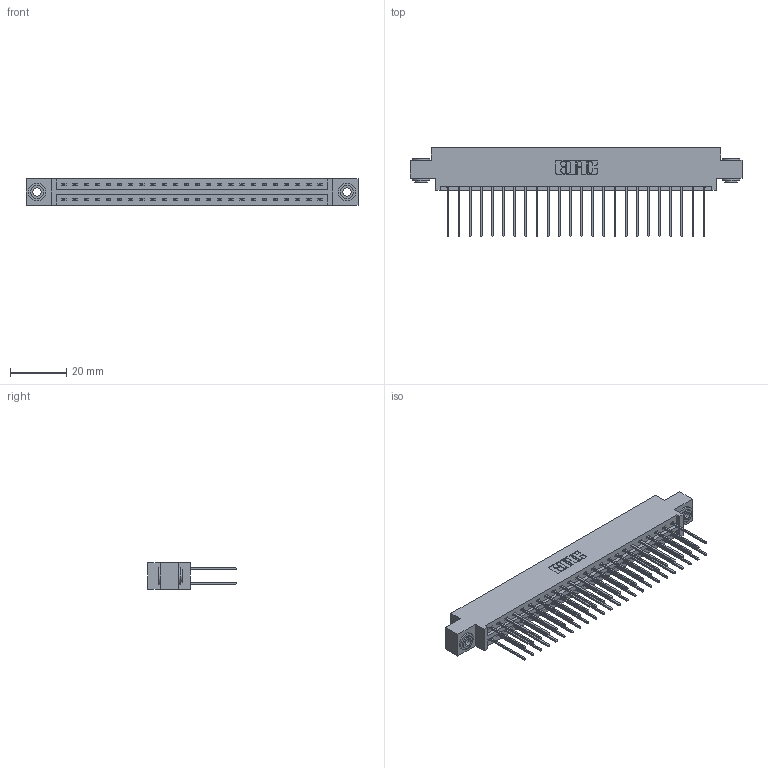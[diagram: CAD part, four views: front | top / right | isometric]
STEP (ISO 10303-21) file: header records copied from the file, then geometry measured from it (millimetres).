
FILE_DESCRIPTION (( 'STEP AP203' ), '1' );
FILE_NAME ('387-048-542-803.STEP', '2019-10-18T10:02:41', ( '' ), ( '' ), 'SwSTEP 2.0', 'SolidWorks 2016', '' );
FILE_SCHEMA (( 'CONFIG_CONTROL_DESIGN' ));
Length unit declared in the file: inch
Products named in the file (4): 337 Part_0.170 Offset - 0.156 Dia-TH; 387-048-542-803; 345-292-001_345-293-142; 345-250-002_345-250-002-102
Assembly tree (51 placements, depth 2):
  387-048-542-803
    337 Part_0.170 Offset - 0.156 Dia-TH
    345-292-001_345-293-142  x48
    345-250-002_345-250-002-102  x2
Bounding box: 118.11 x 31.63 x 9.4 mm (x, y, z)
Volume: 12333.4 mm3; surface area: 15215.8 mm2
Topology: 51 solids, 51 shells, 2748 faces, 8127 edges, 5350 vertices
Faces by surface type: plane 1908, cylinder 832, cone 8
Entity records: 21736 total; most frequent: CARTESIAN_POINT 3653, ORIENTED_EDGE 3582, DIRECTION 3173, EDGE_CURVE 1791, LINE 1639, VECTOR 1639, VERTEX_POINT 1190, AXIS2_PLACEMENT_3D 767
